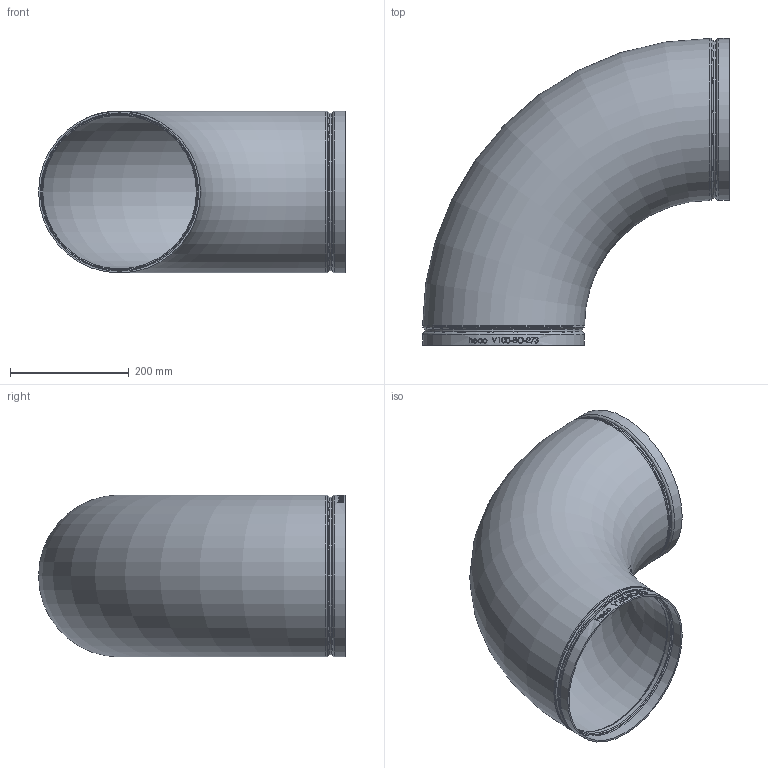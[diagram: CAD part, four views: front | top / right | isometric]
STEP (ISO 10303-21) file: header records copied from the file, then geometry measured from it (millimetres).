
FILE_DESCRIPTION (( 'STEP AP214' ), '1' );
FILE_NAME ('V100-BO-273-x Typ E490 DN250 1000 Ø273,0 1812.STEP', '2018-12-13T08:50:28', ( '' ), ( '' ), 'SwSTEP 2.0', 'SolidWorks 2016', '' );
FILE_SCHEMA (( 'AUTOMOTIVE_DESIGN' ));
Length unit declared in the file: inch
Products named in the file (1): V100-BO-273-x Typ E490 DN250 1000 Ø273,0 1812
Bounding box: 517.52 x 517.52 x 273.08 mm (x, y, z)
Volume: 1581085.4 mm3; surface area: 1057103.9 mm2
Topology: 1 solids, 1 shells, 208 faces, 526 edges, 344 vertices
Faces by surface type: bspline 103, plane 49, cylinder 34, torus 18, cone 4
Full cylindrical faces by diameter (mm): 259.182 x2, 265.176 x2, 267.056 x4, 273.05 x4
Entity records: 31694 total; most frequent: CARTESIAN_POINT 25593, ORIENTED_EDGE 964, EDGE_CURVE 482, DIRECTION 462, VERTEX_POINT 334, B_SPLINE_CURVE_WITH_KNOTS 326, EDGE_LOOP 268, FACE_OUTER_BOUND 238
